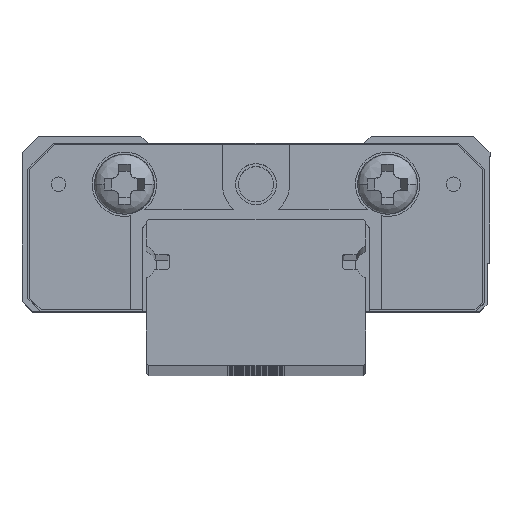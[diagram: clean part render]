
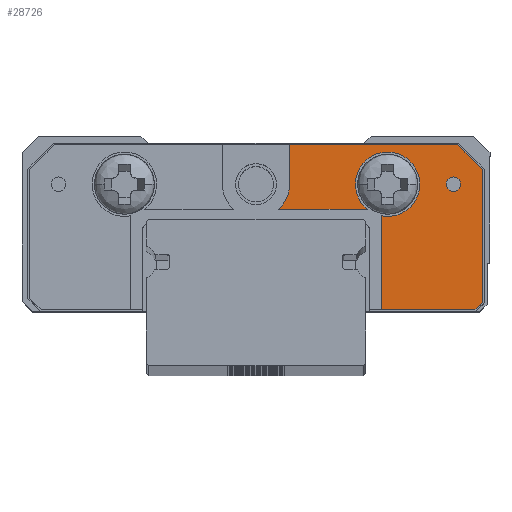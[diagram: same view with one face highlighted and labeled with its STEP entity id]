
A CAD part, top view. The second image highlights one B-rep face of the part: STEP entity #28726.
In plain terms, the highlighted planar face has unit normal (0, 0, 1).
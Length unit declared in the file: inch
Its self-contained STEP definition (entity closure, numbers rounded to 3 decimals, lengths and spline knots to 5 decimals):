
#656 = DIRECTION ( 'NONE',  ( 1., 0., 0. ) ) ;
#693 = VERTEX_POINT ( 'NONE', #6431 ) ;
#799 = PLANE ( 'NONE',  #26261 ) ;
#1108 = CARTESIAN_POINT ( 'NONE',  ( -0.37777, -0.37777, 0.81102 ) ) ;
#1248 = VECTOR ( 'NONE', #36920, 39.37008 ) ;
#1753 = CIRCLE ( 'NONE', #17628, 0.08661 ) ;
#1829 = CARTESIAN_POINT ( 'NONE',  ( -0.5315, -0.10616, 0.81102 ) ) ;
#2596 = CARTESIAN_POINT ( 'NONE',  ( -0.33819, 0.23228, 0.81102 ) ) ;
#2621 = CIRCLE ( 'NONE', #19674, 0.01969 ) ;
#3238 = VERTEX_POINT ( 'NONE', #20966 ) ;
#3407 = VERTEX_POINT ( 'NONE', #8082 ) ;
#4885 = DIRECTION ( 'NONE',  ( 0., 0., 1. ) ) ;
#5111 = VERTEX_POINT ( 'NONE', #33050 ) ;
#6431 = CARTESIAN_POINT ( 'NONE',  ( -0.61024, -0.14531, 0.81102 ) ) ;
#6437 = DIRECTION ( 'NONE',  ( 0.707, -0.707, 0. ) ) ;
#8060 = ORIENTED_EDGE ( 'NONE', *, *, #16504, .T. ) ;
#8082 = CARTESIAN_POINT ( 'NONE',  ( -0.61024, 0.21136, 0.81102 ) ) ;
#8368 = CARTESIAN_POINT ( 'NONE',  ( -0.26772, -0.10616, 0.81102 ) ) ;
#8411 = VECTOR ( 'NONE', #14827, 39.37008 ) ;
#8943 = LINE ( 'NONE', #1108, #14008 ) ;
#10204 = DIRECTION ( 'NONE',  ( -1., 0., 0. ) ) ;
#10301 = CARTESIAN_POINT ( 'NONE',  ( -0.5315, -0.10616, 0.81102 ) ) ;
#10396 = CARTESIAN_POINT ( 'NONE',  ( 0., -0.10616, 0.81102 ) ) ;
#10404 = CARTESIAN_POINT ( 'NONE',  ( -0.44094, -0.10616, 0.81102 ) ) ;
#10532 = VECTOR ( 'NONE', #30573, 39.37008 ) ;
#11189 = LINE ( 'NONE', #16908, #8411 ) ;
#11364 = EDGE_CURVE ( 'NONE', #22625, #23232, #33977, .T. ) ;
#11552 = CARTESIAN_POINT ( 'NONE',  ( -0.61024, 0., 0.81102 ) ) ;
#11984 = AXIS2_PLACEMENT_3D ( 'NONE', #1829, #4885, #22281 ) ;
#12275 = FACE_OUTER_BOUND ( 'NONE', #12742, .T. ) ;
#12328 = EDGE_CURVE ( 'NONE', #23232, #25888, #15179, .T. ) ;
#12742 = EDGE_LOOP ( 'NONE', ( #25375, #35851, #28732, #25858, #16308, #31762, #13491, #17356, #22871, #8060, #18120, #33525 ) ) ;
#12915 = DIRECTION ( 'NONE',  ( 1., 0., 0. ) ) ;
#12943 = CARTESIAN_POINT ( 'NONE',  ( -0.35433, -0.10616, 0.81102 ) ) ;
#13425 = DIRECTION ( 'NONE',  ( 0., 0., 1. ) ) ;
#13491 = ORIENTED_EDGE ( 'NONE', *, *, #14985, .F. ) ;
#13739 = LINE ( 'NONE', #16952, #1248 ) ;
#14008 = VECTOR ( 'NONE', #6437, 39.37008 ) ;
#14177 = VERTEX_POINT ( 'NONE', #10404 ) ;
#14244 = VECTOR ( 'NONE', #30646, 39.37008 ) ;
#14533 = CARTESIAN_POINT ( 'NONE',  ( -0.35433, -0.10616, 0.81102 ) ) ;
#14827 = DIRECTION ( 'NONE',  ( 1., 0., 0. ) ) ;
#14985 = EDGE_CURVE ( 'NONE', #27489, #34021, #11189, .T. ) ;
#15179 = LINE ( 'NONE', #26878, #37028 ) ;
#15494 = LINE ( 'NONE', #27202, #14244 ) ;
#15870 = EDGE_CURVE ( 'NONE', #14177, #22625, #1753, .T. ) ;
#16022 = VECTOR ( 'NONE', #31662, 39.37008 ) ;
#16268 = CIRCLE ( 'NONE', #31560, 0.08661 ) ;
#16308 = ORIENTED_EDGE ( 'NONE', *, *, #22632, .F. ) ;
#16344 = DIRECTION ( 'NONE',  ( 1., 0., 0. ) ) ;
#16504 = EDGE_CURVE ( 'NONE', #693, #19564, #8943, .T. ) ;
#16908 = CARTESIAN_POINT ( 'NONE',  ( 0., 0.23228, 0.81102 ) ) ;
#16952 = CARTESIAN_POINT ( 'NONE',  ( -0.4108, 0.4108, 0.81102 ) ) ;
#16985 = EDGE_LOOP ( 'NONE', ( #25208, #21467 ) ) ;
#17356 = ORIENTED_EDGE ( 'NONE', *, *, #27780, .T. ) ;
#17628 = AXIS2_PLACEMENT_3D ( 'NONE', #12943, #27284, #16344 ) ;
#18120 = ORIENTED_EDGE ( 'NONE', *, *, #36217, .T. ) ;
#18740 = CARTESIAN_POINT ( 'NONE',  ( 0., 0., 0.81102 ) ) ;
#19164 = DIRECTION ( 'NONE',  ( 0., 0., 1. ) ) ;
#19564 = VERTEX_POINT ( 'NONE', #24385 ) ;
#19674 = AXIS2_PLACEMENT_3D ( 'NONE', #10301, #33083, #24838 ) ;
#19918 = LINE ( 'NONE', #11552, #16022 ) ;
#20420 = CARTESIAN_POINT ( 'NONE',  ( -0.58932, 0.23228, 0.81102 ) ) ;
#20492 = CIRCLE ( 'NONE', #11984, 0.01969 ) ;
#20875 = EDGE_CURVE ( 'NONE', #24230, #5111, #2621, .T. ) ;
#20966 = CARTESIAN_POINT ( 'NONE',  ( -0.33819, -0.02106, 0.81102 ) ) ;
#21020 = CARTESIAN_POINT ( 'NONE',  ( 0., -0.2126, 0.81102 ) ) ;
#21084 = EDGE_CURVE ( 'NONE', #32808, #36926, #15494, .T. ) ;
#21467 = ORIENTED_EDGE ( 'NONE', *, *, #22245, .F. ) ;
#21817 = EDGE_CURVE ( 'NONE', #25888, #32808, #25279, .T. ) ;
#22245 = EDGE_CURVE ( 'NONE', #5111, #24230, #20492, .T. ) ;
#22281 = DIRECTION ( 'NONE',  ( 1., 0., 0. ) ) ;
#22625 = VERTEX_POINT ( 'NONE', #8368 ) ;
#22632 = EDGE_CURVE ( 'NONE', #3238, #14177, #16268, .T. ) ;
#22871 = ORIENTED_EDGE ( 'NONE', *, *, #30876, .T. ) ;
#23232 = VERTEX_POINT ( 'NONE', #31149 ) ;
#23315 = DIRECTION ( 'NONE',  ( 1., 0., 0. ) ) ;
#24230 = VERTEX_POINT ( 'NONE', #32266 ) ;
#24385 = CARTESIAN_POINT ( 'NONE',  ( -0.54295, -0.2126, 0.81102 ) ) ;
#24480 = DIRECTION ( 'NONE',  ( 1., 0., 0. ) ) ;
#24838 = DIRECTION ( 'NONE',  ( 1., 0., 0. ) ) ;
#25208 = ORIENTED_EDGE ( 'NONE', *, *, #20875, .F. ) ;
#25279 = CIRCLE ( 'NONE', #34470, 0.09055 ) ;
#25375 = ORIENTED_EDGE ( 'NONE', *, *, #21817, .F. ) ;
#25858 = ORIENTED_EDGE ( 'NONE', *, *, #15870, .F. ) ;
#25888 = VERTEX_POINT ( 'NONE', #33046 ) ;
#26261 = AXIS2_PLACEMENT_3D ( 'NONE', #18740, #13425, #24480 ) ;
#26878 = CARTESIAN_POINT ( 'NONE',  ( 0., -0.03883, 0.81102 ) ) ;
#27025 = FACE_BOUND ( 'NONE', #16985, .T. ) ;
#27202 = CARTESIAN_POINT ( 'NONE',  ( -0.09055, -0.10616, 0.81102 ) ) ;
#27284 = DIRECTION ( 'NONE',  ( 0., 0., 1. ) ) ;
#27368 = LINE ( 'NONE', #21020, #37323 ) ;
#27452 = CARTESIAN_POINT ( 'NONE',  ( -0.35433, -0.10616, 0.81102 ) ) ;
#27489 = VERTEX_POINT ( 'NONE', #20420 ) ;
#27780 = EDGE_CURVE ( 'NONE', #27489, #3407, #13739, .T. ) ;
#28726 = ADVANCED_FACE ( 'NONE', ( #27025, #12275 ), #799, .T. ) ;
#28732 = ORIENTED_EDGE ( 'NONE', *, *, #11364, .F. ) ;
#30249 = DIRECTION ( 'NONE',  ( 1., 0., 0. ) ) ;
#30573 = DIRECTION ( 'NONE',  ( 0., -1., 0. ) ) ;
#30646 = DIRECTION ( 'NONE',  ( 0., -1., 0. ) ) ;
#30876 = EDGE_CURVE ( 'NONE', #3407, #693, #19918, .T. ) ;
#31149 = CARTESIAN_POINT ( 'NONE',  ( -0.29984, -0.03883, 0.81102 ) ) ;
#31560 = AXIS2_PLACEMENT_3D ( 'NONE', #27452, #19164, #12915 ) ;
#31662 = DIRECTION ( 'NONE',  ( 0., -1., 0. ) ) ;
#31762 = ORIENTED_EDGE ( 'NONE', *, *, #37705, .F. ) ;
#32266 = CARTESIAN_POINT ( 'NONE',  ( -0.55118, -0.10616, 0.81102 ) ) ;
#32301 = CARTESIAN_POINT ( 'NONE',  ( -0.33819, 0., 0.81102 ) ) ;
#32808 = VERTEX_POINT ( 'NONE', #32933 ) ;
#32933 = CARTESIAN_POINT ( 'NONE',  ( -0.09055, -0.10616, 0.81102 ) ) ;
#33046 = CARTESIAN_POINT ( 'NONE',  ( -0.06056, -0.03883, 0.81102 ) ) ;
#33050 = CARTESIAN_POINT ( 'NONE',  ( -0.51181, -0.10616, 0.81102 ) ) ;
#33083 = DIRECTION ( 'NONE',  ( 0., 0., 1. ) ) ;
#33525 = ORIENTED_EDGE ( 'NONE', *, *, #21084, .F. ) ;
#33977 = CIRCLE ( 'NONE', #36516, 0.08661 ) ;
#34021 = VERTEX_POINT ( 'NONE', #2596 ) ;
#34224 = CARTESIAN_POINT ( 'NONE',  ( -0.09055, -0.2126, 0.81102 ) ) ;
#34470 = AXIS2_PLACEMENT_3D ( 'NONE', #10396, #35856, #10204 ) ;
#34847 = DIRECTION ( 'NONE',  ( 0., 0., 1. ) ) ;
#35185 = LINE ( 'NONE', #32301, #10532 ) ;
#35851 = ORIENTED_EDGE ( 'NONE', *, *, #12328, .F. ) ;
#35856 = DIRECTION ( 'NONE',  ( 0., 0., 1. ) ) ;
#36217 = EDGE_CURVE ( 'NONE', #19564, #36926, #27368, .T. ) ;
#36516 = AXIS2_PLACEMENT_3D ( 'NONE', #14533, #34847, #23315 ) ;
#36920 = DIRECTION ( 'NONE',  ( -0.707, -0.707, 0. ) ) ;
#36926 = VERTEX_POINT ( 'NONE', #34224 ) ;
#37028 = VECTOR ( 'NONE', #656, 39.37008 ) ;
#37323 = VECTOR ( 'NONE', #30249, 39.37008 ) ;
#37705 = EDGE_CURVE ( 'NONE', #34021, #3238, #35185, .T. ) ;
